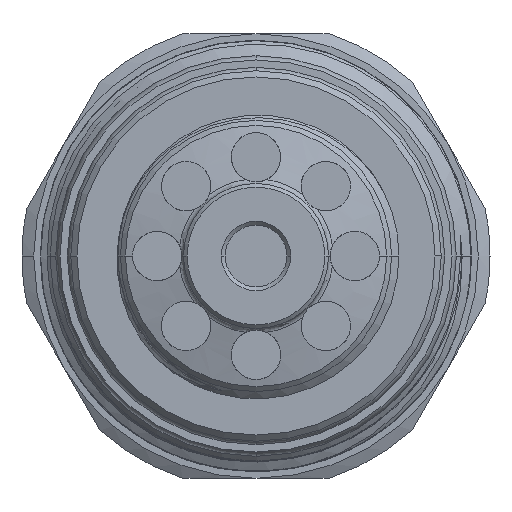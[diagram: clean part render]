
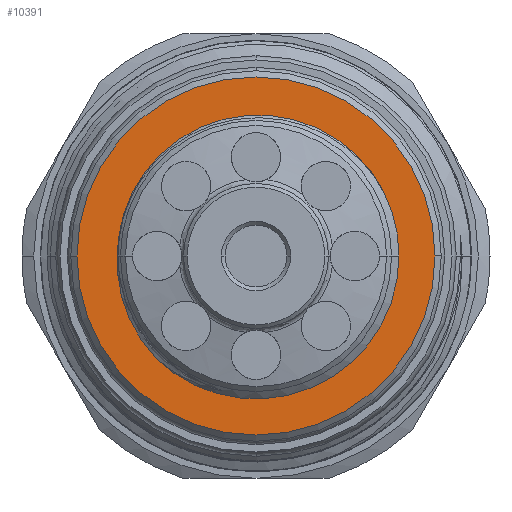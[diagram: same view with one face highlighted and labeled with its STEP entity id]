
A CAD part, left-side view. The second image highlights one B-rep face of the part: STEP entity #10391.
In plain terms, the highlighted planar face has unit normal (-1, 0, 0).
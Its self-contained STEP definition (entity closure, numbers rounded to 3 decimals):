
#528 = CARTESIAN_POINT ( 'NONE',  ( -47.85, 6.22, 9.278 ) ) ;
#580 = CARTESIAN_POINT ( 'NONE',  ( -47.85, 0.47, 11.217 ) ) ;
#1515 = CARTESIAN_POINT ( 'NONE',  ( -47.85, -11.58, 0. ) ) ;
#1760 = CARTESIAN_POINT ( 'NONE',  ( -47.85, 8.135, -8.241 ) ) ;
#1861 = CARTESIAN_POINT ( 'NONE',  ( -47.85, 1.281, 11.146 ) ) ;
#1974 = CARTESIAN_POINT ( 'NONE',  ( -47.85, -9.967, 5.894 ) ) ;
#2171 = DIRECTION ( 'NONE',  ( 0., 1., 0. ) ) ;
#2324 = VERTEX_POINT ( 'NONE', #3964 ) ;
#2327 = CARTESIAN_POINT ( 'NONE',  ( -47.85, 0., 0. ) ) ;
#2618 = EDGE_CURVE ( 'NONE', #12456, #4608, #3418, .T. ) ;
#2923 = CARTESIAN_POINT ( 'NONE',  ( -47.85, 8.416, -7.944 ) ) ;
#2980 = CARTESIAN_POINT ( 'NONE',  ( -47.85, 9.41, -6.638 ) ) ;
#3030 = CARTESIAN_POINT ( 'NONE',  ( -47.85, 10.631, 3.554 ) ) ;
#3129 = CARTESIAN_POINT ( 'NONE',  ( -47.85, 10.366, -4.843 ) ) ;
#3279 = CARTESIAN_POINT ( 'NONE',  ( -47.85, -1.98, 11.063 ) ) ;
#3286 = CIRCLE ( 'NONE', #7071, 11.58 ) ;
#3418 = CIRCLE ( 'NONE', #16276, 14.5 ) ;
#3844 = EDGE_CURVE ( 'NONE', #4608, #12456, #12555, .T. ) ;
#3848 = B_SPLINE_CURVE_WITH_KNOTS ( 'NONE', 3,
 ( #1760, #2923, #15591, #9396, #2980, #11994, #9294, #3129, #5612, #5666, #10616, #14384, #13152, #11841, #4222, #13101, #14539, #3030, #13210, #4280, #5554, #9500, #5501, #14441, #6826, #9447, #8106, #528, #11940, #11779, #14492, #15802, #6879, #15751, #8163, #1861, #580, #4163, #13050, #3279, #5782, #8270, #12142, #4539, #16011, #10929, #13319, #4489, #15960, #13363, #1974, #14596 ),
 .UNSPECIFIED., .F., .F.,
 ( 4, 2, 2, 2, 2, 2, 2, 2, 2, 2, 2, 2, 2, 2, 2, 2, 2, 2, 2, 2, 2, 2, 2, 2, 2, 4 ),
 ( 0.006, 0.007, 0.009, 0.01, 0.011, 0.014, 0.015, 0.016, 0.019, 0.02, 0.021, 0.022, 0.024, 0.026, 0.027, 0.028, 0.03, 0.031, 0.033, 0.035, 0.036, 0.038, 0.041, 0.042, 0.043, 0.046 ),
 .UNSPECIFIED. ) ;
#3964 = CARTESIAN_POINT ( 'NONE',  ( -47.85, -10.359, 5.175 ) ) ;
#4163 = CARTESIAN_POINT ( 'NONE',  ( -47.85, -0.753, 11.195 ) ) ;
#4222 = CARTESIAN_POINT ( 'NONE',  ( -47.85, 11.258, 0.361 ) ) ;
#4280 = CARTESIAN_POINT ( 'NONE',  ( -47.85, 10.166, 4.691 ) ) ;
#4440 = AXIS2_PLACEMENT_3D ( 'NONE', #12557, #11581, #12836 ) ;
#4489 = CARTESIAN_POINT ( 'NONE',  ( -47.85, -8.419, 7.79 ) ) ;
#4539 = CARTESIAN_POINT ( 'NONE',  ( -47.85, -5.841, 9.763 ) ) ;
#4569 = CARTESIAN_POINT ( 'NONE',  ( -47.85, 0., 0. ) ) ;
#4608 = VERTEX_POINT ( 'NONE', #4723 ) ;
#4723 = CARTESIAN_POINT ( 'NONE',  ( -47.85, -14.5, 0. ) ) ;
#4878 = ORIENTED_EDGE ( 'NONE', *, *, #8350, .T. ) ;
#5348 = EDGE_LOOP ( 'NONE', ( #13798, #13592, #4878 ) ) ;
#5501 = CARTESIAN_POINT ( 'NONE',  ( -47.85, 9.368, 6.108 ) ) ;
#5554 = CARTESIAN_POINT ( 'NONE',  ( -47.85, 9.985, 5.056 ) ) ;
#5572 = DIRECTION ( 'NONE',  ( 0., 1., 0. ) ) ;
#5612 = CARTESIAN_POINT ( 'NONE',  ( -47.85, 10.519, -4.461 ) ) ;
#5666 = CARTESIAN_POINT ( 'NONE',  ( -47.85, 10.917, -3.291 ) ) ;
#5782 = CARTESIAN_POINT ( 'NONE',  ( -47.85, -2.382, 10.991 ) ) ;
#6686 = DIRECTION ( 'NONE',  ( 0., 0., -1. ) ) ;
#6826 = CARTESIAN_POINT ( 'NONE',  ( -47.85, 8.633, 7.098 ) ) ;
#6877 = FACE_OUTER_BOUND ( 'NONE', #15972, .T. ) ;
#6879 = CARTESIAN_POINT ( 'NONE',  ( -47.85, 3.669, 10.559 ) ) ;
#7071 = AXIS2_PLACEMENT_3D ( 'NONE', #4569, #8414, #6686 ) ;
#7180 = DIRECTION ( 'NONE',  ( 1., 0., 0. ) ) ;
#8106 = CARTESIAN_POINT ( 'NONE',  ( -47.85, 7.213, 8.559 ) ) ;
#8163 = CARTESIAN_POINT ( 'NONE',  ( -47.85, 2.49, 10.906 ) ) ;
#8270 = CARTESIAN_POINT ( 'NONE',  ( -47.85, -3.572, 10.714 ) ) ;
#8350 = EDGE_CURVE ( 'NONE', #13938, #13070, #13272, .T. ) ;
#8414 = DIRECTION ( 'NONE',  ( 1., 0., 0. ) ) ;
#8532 = DIRECTION ( 'NONE',  ( 0., 1., 0. ) ) ;
#9294 = CARTESIAN_POINT ( 'NONE',  ( -47.85, 10.022, -5.582 ) ) ;
#9396 = CARTESIAN_POINT ( 'NONE',  ( -47.85, 9.181, -6.975 ) ) ;
#9447 = CARTESIAN_POINT ( 'NONE',  ( -47.85, 7.816, 8.014 ) ) ;
#9500 = CARTESIAN_POINT ( 'NONE',  ( -47.85, 9.586, 5.764 ) ) ;
#10391 = ADVANCED_FACE ( 'NONE', ( #6877, #12436 ), #15842, .F. ) ;
#10616 = CARTESIAN_POINT ( 'NONE',  ( -47.85, 11.095, -2.496 ) ) ;
#10825 = ORIENTED_EDGE ( 'NONE', *, *, #2618, .T. ) ;
#10929 = CARTESIAN_POINT ( 'NONE',  ( -47.85, -7.511, 8.612 ) ) ;
#11069 = DIRECTION ( 'NONE',  ( -1., 0., 0. ) ) ;
#11098 = AXIS2_PLACEMENT_3D ( 'NONE', #2327, #11069, #2171 ) ;
#11581 = DIRECTION ( 'NONE',  ( 1., 0., 0. ) ) ;
#11659 = CARTESIAN_POINT ( 'NONE',  ( -47.85, 14.5, 0. ) ) ;
#11745 = DIRECTION ( 'NONE',  ( -1., 0., 0. ) ) ;
#11779 = CARTESIAN_POINT ( 'NONE',  ( -47.85, 5.16, 9.909 ) ) ;
#11841 = CARTESIAN_POINT ( 'NONE',  ( -47.85, 11.273, -0.048 ) ) ;
#11940 = CARTESIAN_POINT ( 'NONE',  ( -47.85, 5.872, 9.503 ) ) ;
#11994 = CARTESIAN_POINT ( 'NONE',  ( -47.85, 9.83, -5.941 ) ) ;
#12139 = AXIS2_PLACEMENT_3D ( 'NONE', #14527, #7180, #8532 ) ;
#12142 = CARTESIAN_POINT ( 'NONE',  ( -47.85, -4.343, 10.449 ) ) ;
#12154 = EDGE_CURVE ( 'NONE', #2324, #13938, #3286, .T. ) ;
#12436 = FACE_BOUND ( 'NONE', #5348, .T. ) ;
#12456 = VERTEX_POINT ( 'NONE', #11659 ) ;
#12555 = CIRCLE ( 'NONE', #11098, 14.5 ) ;
#12557 = CARTESIAN_POINT ( 'NONE',  ( -47.85, 0., 0. ) ) ;
#12639 = CARTESIAN_POINT ( 'NONE',  ( -47.85, 8.135, -8.241 ) ) ;
#12836 = DIRECTION ( 'NONE',  ( 0., 0., -1. ) ) ;
#13050 = CARTESIAN_POINT ( 'NONE',  ( -47.85, -1.163, 11.165 ) ) ;
#13055 = ORIENTED_EDGE ( 'NONE', *, *, #3844, .T. ) ;
#13070 = VERTEX_POINT ( 'NONE', #12639 ) ;
#13101 = CARTESIAN_POINT ( 'NONE',  ( -47.85, 11.15, 1.579 ) ) ;
#13152 = CARTESIAN_POINT ( 'NONE',  ( -47.85, 11.26, -0.872 ) ) ;
#13174 = CARTESIAN_POINT ( 'NONE',  ( -47.85, 0., 0. ) ) ;
#13210 = CARTESIAN_POINT ( 'NONE',  ( -47.85, 10.488, 3.942 ) ) ;
#13272 = CIRCLE ( 'NONE', #4440, 11.58 ) ;
#13319 = CARTESIAN_POINT ( 'NONE',  ( -47.85, -7.823, 8.35 ) ) ;
#13363 = CARTESIAN_POINT ( 'NONE',  ( -47.85, -9.504, 6.562 ) ) ;
#13592 = ORIENTED_EDGE ( 'NONE', *, *, #12154, .T. ) ;
#13798 = ORIENTED_EDGE ( 'NONE', *, *, #14824, .T. ) ;
#13938 = VERTEX_POINT ( 'NONE', #1515 ) ;
#14384 = CARTESIAN_POINT ( 'NONE',  ( -47.85, 11.233, -1.28 ) ) ;
#14441 = CARTESIAN_POINT ( 'NONE',  ( -47.85, 8.892, 6.774 ) ) ;
#14492 = CARTESIAN_POINT ( 'NONE',  ( -47.85, 4.796, 10.092 ) ) ;
#14527 = CARTESIAN_POINT ( 'NONE',  ( -47.85, 0., 0. ) ) ;
#14539 = CARTESIAN_POINT ( 'NONE',  ( -47.85, 10.995, 2.377 ) ) ;
#14596 = CARTESIAN_POINT ( 'NONE',  ( -47.85, -10.359, 5.175 ) ) ;
#14824 = EDGE_CURVE ( 'NONE', #13070, #2324, #3848, .T. ) ;
#15591 = CARTESIAN_POINT ( 'NONE',  ( -47.85, 8.684, -7.629 ) ) ;
#15751 = CARTESIAN_POINT ( 'NONE',  ( -47.85, 2.89, 10.804 ) ) ;
#15802 = CARTESIAN_POINT ( 'NONE',  ( -47.85, 4.05, 10.417 ) ) ;
#15842 = PLANE ( 'NONE',  #12139 ) ;
#15960 = CARTESIAN_POINT ( 'NONE',  ( -47.85, -8.705, 7.491 ) ) ;
#15972 = EDGE_LOOP ( 'NONE', ( #10825, #13055 ) ) ;
#16011 = CARTESIAN_POINT ( 'NONE',  ( -47.85, -6.54, 9.345 ) ) ;
#16276 = AXIS2_PLACEMENT_3D ( 'NONE', #13174, #11745, #5572 ) ;
